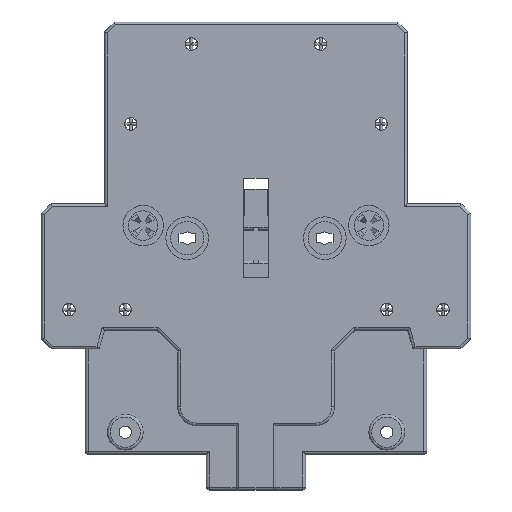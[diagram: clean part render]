
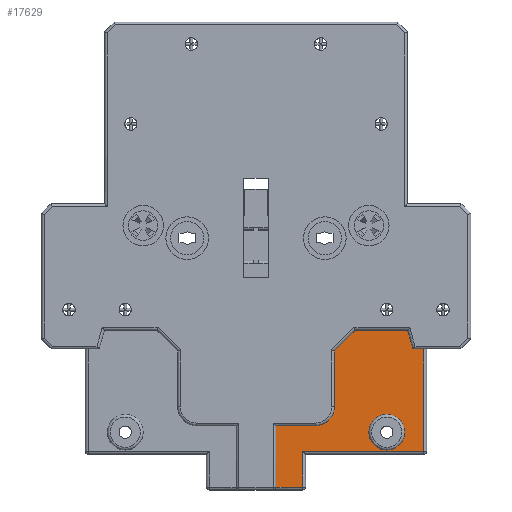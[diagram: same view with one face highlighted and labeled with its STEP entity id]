
A CAD part, front view. The second image highlights one B-rep face of the part: STEP entity #17629.
In plain terms, the highlighted planar face has unit normal (0, -1, 0).
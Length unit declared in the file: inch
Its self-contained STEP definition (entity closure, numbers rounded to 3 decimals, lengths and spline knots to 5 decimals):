
#17227=CARTESIAN_POINT('',(0.80709,-0.10827,-1.25984));
#17228=VERTEX_POINT('',#17227);
#17229=CARTESIAN_POINT('',(0.93504,-0.10827,-1.25984));
#17230=DIRECTION('',(0.0,1.0,0.0));
#17231=DIRECTION('',(1.0,0.0,0.0));
#17232=AXIS2_PLACEMENT_3D('',#17229,#17230,#17231);
#17233=CIRCLE('',#17232,0.12795);
#17234=EDGE_CURVE('',#17228,#17228,#17233,.T.);
#17249=CARTESIAN_POINT('',(1.20079,-0.10827,-0.66437));
#17250=VERTEX_POINT('',#17249);
#17258=CARTESIAN_POINT('',(1.20079,-0.10827,-1.39764));
#17259=VERTEX_POINT('',#17258);
#17260=CARTESIAN_POINT('',(1.20079,-0.10827,-0.66437));
#17261=DIRECTION('',(0.0,0.0,-1.0));
#17262=VECTOR('',#17261,0.73327);
#17263=LINE('',#17260,#17262);
#17264=EDGE_CURVE('',#17250,#17259,#17263,.T.);
#17298=CARTESIAN_POINT('',(0.33465,-0.10827,-1.39764));
#17299=VERTEX_POINT('',#17298);
#17300=CARTESIAN_POINT('',(1.20079,-0.10827,-1.39764));
#17301=DIRECTION('',(-1.0,0.0,0.0));
#17302=VECTOR('',#17301,0.86614);
#17303=LINE('',#17300,#17302);
#17304=EDGE_CURVE('',#17259,#17299,#17303,.T.);
#17329=CARTESIAN_POINT('',(0.33465,-0.10827,-1.65354));
#17330=VERTEX_POINT('',#17329);
#17347=CARTESIAN_POINT('',(0.33465,-0.10827,-1.39764));
#17348=DIRECTION('',(0.0,0.0,-1.0));
#17349=VECTOR('',#17348,0.25591);
#17350=LINE('',#17347,#17349);
#17351=EDGE_CURVE('',#17299,#17330,#17350,.T.);
#17361=CARTESIAN_POINT('',(0.14173,-0.10827,-1.65354));
#17362=VERTEX_POINT('',#17361);
#17412=CARTESIAN_POINT('',(0.33465,-0.10827,-1.65354));
#17413=DIRECTION('',(-1.0,0.0,0.0));
#17414=VECTOR('',#17413,0.19291);
#17415=LINE('',#17412,#17414);
#17416=EDGE_CURVE('',#17330,#17362,#17415,.T.);
#17541=CARTESIAN_POINT('',(0.14173,-0.10827,-1.21457));
#17542=VERTEX_POINT('',#17541);
#17543=CARTESIAN_POINT('',(0.14173,-0.10827,-1.21457));
#17544=DIRECTION('',(0.0,0.0,-1.0));
#17545=VECTOR('',#17544,0.43898);
#17546=LINE('',#17543,#17545);
#17547=EDGE_CURVE('',#17542,#17362,#17546,.T.);
#17559=CARTESIAN_POINT('',(0.64104,-0.10827,-1.15491));
#17560=DIRECTION('',(0.0,1.0,0.0));
#17561=DIRECTION('',(-1.0,0.0,0.0));
#17562=AXIS2_PLACEMENT_3D('',#17559,#17560,#17561);
#17563=PLANE('',#17562);
#17564=ORIENTED_EDGE('',*,*,#17264,.F.);
#17565=CARTESIAN_POINT('',(1.12205,-0.10827,-0.66437));
#17566=VERTEX_POINT('',#17565);
#17567=CARTESIAN_POINT('',(1.12205,-0.10827,-0.66437));
#17568=DIRECTION('',(1.0,0.0,0.0));
#17569=VECTOR('',#17568,0.07874);
#17570=LINE('',#17567,#17569);
#17571=EDGE_CURVE('',#17566,#17250,#17570,.T.);
#17572=ORIENTED_EDGE('',*,*,#17571,.F.);
#17573=CARTESIAN_POINT('',(1.08465,-0.10827,-0.5315));
#17574=VERTEX_POINT('',#17573);
#17575=CARTESIAN_POINT('',(1.08465,-0.10827,-0.5315));
#17576=DIRECTION('',(0.271,0.,-0.963));
#17577=VECTOR('',#17576,0.13804);
#17578=LINE('',#17575,#17577);
#17579=EDGE_CURVE('',#17574,#17566,#17578,.T.);
#17580=ORIENTED_EDGE('',*,*,#17579,.F.);
#17581=CARTESIAN_POINT('',(0.70866,-0.10827,-0.5315));
#17582=VERTEX_POINT('',#17581);
#17583=CARTESIAN_POINT('',(0.70866,-0.10827,-0.5315));
#17584=DIRECTION('',(1.0,0.0,0.0));
#17585=VECTOR('',#17584,0.37598);
#17586=LINE('',#17583,#17585);
#17587=EDGE_CURVE('',#17582,#17574,#17586,.T.);
#17588=ORIENTED_EDGE('',*,*,#17587,.F.);
#17589=CARTESIAN_POINT('',(0.56102,-0.10827,-0.67913));
#17590=VERTEX_POINT('',#17589);
#17591=CARTESIAN_POINT('',(0.56102,-0.10827,-0.67913));
#17592=DIRECTION('',(0.707,0.,0.707));
#17593=VECTOR('',#17592,0.20879);
#17594=LINE('',#17591,#17593);
#17595=EDGE_CURVE('',#17590,#17582,#17594,.T.);
#17596=ORIENTED_EDGE('',*,*,#17595,.F.);
#17597=CARTESIAN_POINT('',(0.56102,-0.10827,-1.07677));
#17598=VERTEX_POINT('',#17597);
#17599=CARTESIAN_POINT('',(0.56102,-0.10827,-1.07677));
#17600=DIRECTION('',(0.0,0.0,1.0));
#17601=VECTOR('',#17600,0.39764);
#17602=LINE('',#17599,#17601);
#17603=EDGE_CURVE('',#17598,#17590,#17602,.T.);
#17604=ORIENTED_EDGE('',*,*,#17603,.F.);
#17605=CARTESIAN_POINT('',(0.42323,-0.10827,-1.21457));
#17606=VERTEX_POINT('',#17605);
#17607=CARTESIAN_POINT('',(0.42323,-0.10827,-1.07677));
#17608=DIRECTION('',(0.0,-1.0,0.0));
#17609=DIRECTION('',(-1.0,0.0,0.0));
#17610=AXIS2_PLACEMENT_3D('',#17607,#17608,#17609);
#17611=CIRCLE('',#17610,0.1378);
#17612=EDGE_CURVE('',#17606,#17598,#17611,.T.);
#17613=ORIENTED_EDGE('',*,*,#17612,.F.);
#17614=CARTESIAN_POINT('',(0.14173,-0.10827,-1.21457));
#17615=DIRECTION('',(1.0,0.0,0.0));
#17616=VECTOR('',#17615,0.2815);
#17617=LINE('',#17614,#17616);
#17618=EDGE_CURVE('',#17542,#17606,#17617,.T.);
#17619=ORIENTED_EDGE('',*,*,#17618,.F.);
#17620=ORIENTED_EDGE('',*,*,#17547,.T.);
#17621=ORIENTED_EDGE('',*,*,#17416,.F.);
#17622=ORIENTED_EDGE('',*,*,#17351,.F.);
#17623=ORIENTED_EDGE('',*,*,#17304,.F.);
#17624=EDGE_LOOP('',(#17564,#17572,#17580,#17588,#17596,#17604,#17613,#17619,#17620,#17621,#17622,#17623));
#17625=FACE_OUTER_BOUND('',#17624,.T.);
#17626=ORIENTED_EDGE('',*,*,#17234,.T.);
#17627=EDGE_LOOP('',(#17626));
#17628=FACE_BOUND('',#17627,.T.);
#17629=ADVANCED_FACE('',(#17625,#17628),#17563,.F.);
